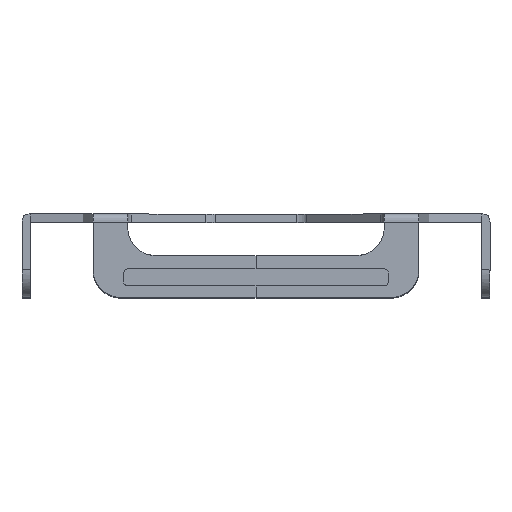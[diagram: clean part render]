
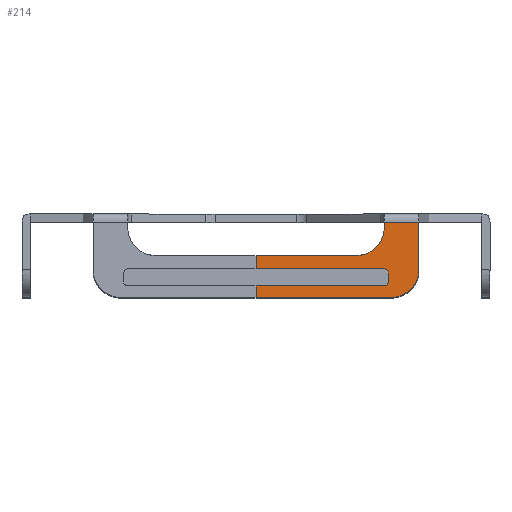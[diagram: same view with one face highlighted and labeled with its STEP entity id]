
A CAD part, top view. The second image highlights one B-rep face of the part: STEP entity #214.
In plain terms, the highlighted free-form (B-spline) face has degree [1, 1] with [2, 2] control points.
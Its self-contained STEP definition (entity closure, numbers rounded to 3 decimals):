
#214=ADVANCED_FACE('',(#400),#3220,.T.);
#400=FACE_OUTER_BOUND('',#596,.T.);
#596=EDGE_LOOP('',(#1583,#1584,#1585,#1586,#1587,#1588,#1589,#1590,#1591,
#1592,#1593,#1594,#1595,#1596));
#1583=ORIENTED_EDGE('',*,*,#2122,.F.);
#1584=ORIENTED_EDGE('',*,*,#2096,.F.);
#1585=ORIENTED_EDGE('',*,*,#2155,.T.);
#1586=ORIENTED_EDGE('',*,*,#2152,.F.);
#1587=ORIENTED_EDGE('',*,*,#2156,.F.);
#1588=ORIENTED_EDGE('',*,*,#2144,.F.);
#1589=ORIENTED_EDGE('',*,*,#2157,.T.);
#1590=ORIENTED_EDGE('',*,*,#2154,.T.);
#1591=ORIENTED_EDGE('',*,*,#2153,.T.);
#1592=ORIENTED_EDGE('',*,*,#2107,.F.);
#1593=ORIENTED_EDGE('',*,*,#2111,.F.);
#1594=ORIENTED_EDGE('',*,*,#2129,.F.);
#1595=ORIENTED_EDGE('',*,*,#2128,.F.);
#1596=ORIENTED_EDGE('',*,*,#2124,.F.);
#2096=EDGE_CURVE('',#2995,#3003,#2280,.T.);
#2107=EDGE_CURVE('',#3004,#2996,#2287,.T.);
#2111=EDGE_CURVE('',#3011,#3004,#2288,.T.);
#2122=EDGE_CURVE('',#3003,#3016,#2289,.T.);
#2124=EDGE_CURVE('',#3016,#3018,#2677,.T.);
#2128=EDGE_CURVE('',#3018,#3020,#2290,.T.);
#2129=EDGE_CURVE('',#3020,#3011,#2681,.T.);
#2144=EDGE_CURVE('',#3028,#3027,#2299,.T.);
#2152=EDGE_CURVE('',#3033,#3034,#2690,.T.);
#2153=EDGE_CURVE('',#3035,#2996,#2691,.T.);
#2154=EDGE_CURVE('',#3036,#3035,#2692,.T.);
#2155=EDGE_CURVE('',#2995,#3034,#2305,.T.);
#2156=EDGE_CURVE('',#3027,#3033,#2306,.T.);
#2157=EDGE_CURVE('',#3028,#3036,#2693,.T.);
#2280=B_SPLINE_CURVE_WITH_KNOTS('',1,(#5890,#5891),.UNSPECIFIED.,.F.,.F.,
(2,2),(16.,20.092),.UNSPECIFIED.);
#2287=B_SPLINE_CURVE_WITH_KNOTS('',1,(#5916,#5917),.UNSPECIFIED.,.F.,.F.,
(2,2),(26.223,31.),.UNSPECIFIED.);
#2288=B_SPLINE_CURVE_WITH_KNOTS('',1,(#5927,#5928),.UNSPECIFIED.,.F.,.F.,
(2,2),(-91.991,-45.996),.UNSPECIFIED.);
#2289=B_SPLINE_CURVE_WITH_KNOTS('',1,(#5957,#5958),.UNSPECIFIED.,.F.,.F.,
(2,2),(53.839,99.834),.UNSPECIFIED.);
#2290=B_SPLINE_CURVE_WITH_KNOTS('',1,(#5972,#5973),.UNSPECIFIED.,.F.,.F.,
(2,2),(102.19,105.322),.UNSPECIFIED.);
#2299=B_SPLINE_CURVE_WITH_KNOTS('',1,(#6016,#6017),.UNSPECIFIED.,.F.,.F.,
(2,2),(0.,12.476),.UNSPECIFIED.);
#2305=B_SPLINE_CURVE_WITH_KNOTS('',1,(#6051,#6052),.UNSPECIFIED.,.F.,.F.,
(2,2),(-177.445,-129.235),.UNSPECIFIED.);
#2306=B_SPLINE_CURVE_WITH_KNOTS('',1,(#6053,#6054),.UNSPECIFIED.,.F.,.F.,
(2,2),(3.,20.),.UNSPECIFIED.);
#2677=(
BOUNDED_CURVE()
B_SPLINE_CURVE(2,(#5961,#5962,#5963),.UNSPECIFIED.,.F.,.F.)
B_SPLINE_CURVE_WITH_KNOTS((3,3),(99.834,102.19),
 .UNSPECIFIED.)
CURVE()
GEOMETRIC_REPRESENTATION_ITEM()
RATIONAL_B_SPLINE_CURVE((1.,0.707,1.))
REPRESENTATION_ITEM('')
);
#2681=(
BOUNDED_CURVE()
B_SPLINE_CURVE(2,(#5974,#5975,#5976),.UNSPECIFIED.,.F.,.F.)
B_SPLINE_CURVE_WITH_KNOTS((3,3),(105.322,107.677),
 .UNSPECIFIED.)
CURVE()
GEOMETRIC_REPRESENTATION_ITEM()
RATIONAL_B_SPLINE_CURVE((1.,0.707,1.))
REPRESENTATION_ITEM('')
);
#2690=(
BOUNDED_CURVE()
B_SPLINE_CURVE(2,(#6042,#6043,#6044),.UNSPECIFIED.,.F.,.F.)
B_SPLINE_CURVE_WITH_KNOTS((3,3),(0.,15.708),.UNSPECIFIED.)
CURVE()
GEOMETRIC_REPRESENTATION_ITEM()
RATIONAL_B_SPLINE_CURVE((1.,0.707,1.))
REPRESENTATION_ITEM('')
);
#2691=(
BOUNDED_CURVE()
B_SPLINE_CURVE(2,(#6045,#6046,#6047),.UNSPECIFIED.,.F.,.F.)
B_SPLINE_CURVE_WITH_KNOTS((3,3),(-87.931,-54.317),
 .UNSPECIFIED.)
CURVE()
GEOMETRIC_REPRESENTATION_ITEM()
RATIONAL_B_SPLINE_CURVE((1.,1.,1.))
REPRESENTATION_ITEM('')
);
#2692=(
BOUNDED_CURVE()
B_SPLINE_CURVE(2,(#6048,#6049,#6050),.UNSPECIFIED.,.F.,.F.)
B_SPLINE_CURVE_WITH_KNOTS((3,3),(-103.638,-87.931),
 .UNSPECIFIED.)
CURVE()
GEOMETRIC_REPRESENTATION_ITEM()
RATIONAL_B_SPLINE_CURVE((1.,0.707,1.))
REPRESENTATION_ITEM('')
);
#2693=(
BOUNDED_CURVE()
B_SPLINE_CURVE(2,(#6055,#6056,#6057),.UNSPECIFIED.,.F.,.F.)
B_SPLINE_CURVE_WITH_KNOTS((3,3),(-105.638,-103.638),
 .UNSPECIFIED.)
CURVE()
GEOMETRIC_REPRESENTATION_ITEM()
RATIONAL_B_SPLINE_CURVE((1.,1.,1.))
REPRESENTATION_ITEM('')
);
#2995=VERTEX_POINT('',#5842);
#2996=VERTEX_POINT('',#5843);
#3003=VERTEX_POINT('',#5850);
#3004=VERTEX_POINT('',#5851);
#3011=VERTEX_POINT('',#5858);
#3016=VERTEX_POINT('',#5863);
#3018=VERTEX_POINT('',#5865);
#3020=VERTEX_POINT('',#5867);
#3027=VERTEX_POINT('',#5874);
#3028=VERTEX_POINT('',#5875);
#3033=VERTEX_POINT('',#5880);
#3034=VERTEX_POINT('',#5881);
#3035=VERTEX_POINT('',#5882);
#3036=VERTEX_POINT('',#5883);
#3220=B_SPLINE_SURFACE_WITH_KNOTS('',1,1,((#5802,#5803),(#5804,#5805)),
 .UNSPECIFIED.,.F.,.F.,.F.,(2,2),(2,2),(0.,30.),(-235.593,
-119.296),.UNSPECIFIED.);
#5802=CARTESIAN_POINT('',(-58.509,253.,84.));
#5803=CARTESIAN_POINT('',(58.509,253.,84.));
#5804=CARTESIAN_POINT('',(-58.509,223.,84.));
#5805=CARTESIAN_POINT('',(58.509,223.,84.));
#5842=CARTESIAN_POINT('',(0.,223.,84.));
#5843=CARTESIAN_POINT('',(0.,238.,84.));
#5850=CARTESIAN_POINT('',(0.,227.092,84.));
#5851=CARTESIAN_POINT('',(0.,233.223,84.));
#5858=CARTESIAN_POINT('',(45.996,233.223,84.));
#5863=CARTESIAN_POINT('',(45.996,227.092,84.));
#5865=CARTESIAN_POINT('',(47.495,228.592,84.));
#5867=CARTESIAN_POINT('',(47.495,231.724,84.));
#5874=CARTESIAN_POINT('',(58.509,250.,84.));
#5875=CARTESIAN_POINT('',(46.033,250.,84.));
#5880=CARTESIAN_POINT('',(58.509,233.,84.));
#5881=CARTESIAN_POINT('',(48.509,223.,84.));
#5882=CARTESIAN_POINT('',(36.033,238.,84.));
#5883=CARTESIAN_POINT('',(46.033,248.,84.));
#5890=CARTESIAN_POINT('',(0.,223.,84.));
#5891=CARTESIAN_POINT('',(0.,227.092,84.));
#5916=CARTESIAN_POINT('',(0.,233.223,84.));
#5917=CARTESIAN_POINT('',(0.,238.,84.));
#5927=CARTESIAN_POINT('',(45.996,233.223,84.));
#5928=CARTESIAN_POINT('',(0.,233.223,84.));
#5957=CARTESIAN_POINT('',(0.,227.092,84.));
#5958=CARTESIAN_POINT('',(45.996,227.092,84.));
#5961=CARTESIAN_POINT('',(45.996,227.092,84.));
#5962=CARTESIAN_POINT('',(47.495,227.092,84.));
#5963=CARTESIAN_POINT('',(47.495,228.592,84.));
#5972=CARTESIAN_POINT('',(47.495,228.592,84.));
#5973=CARTESIAN_POINT('',(47.495,231.724,84.));
#5974=CARTESIAN_POINT('',(47.495,231.724,84.));
#5975=CARTESIAN_POINT('',(47.495,233.223,84.));
#5976=CARTESIAN_POINT('',(45.996,233.223,84.));
#6016=CARTESIAN_POINT('',(46.033,250.,84.));
#6017=CARTESIAN_POINT('',(58.509,250.,84.));
#6042=CARTESIAN_POINT('',(58.509,233.,84.));
#6043=CARTESIAN_POINT('',(58.509,223.,84.));
#6044=CARTESIAN_POINT('',(48.509,223.,84.));
#6045=CARTESIAN_POINT('',(36.033,238.,84.));
#6046=CARTESIAN_POINT('',(18.015,238.,84.));
#6047=CARTESIAN_POINT('',(0.,238.,84.));
#6048=CARTESIAN_POINT('',(46.033,248.,84.));
#6049=CARTESIAN_POINT('',(46.033,238.,84.));
#6050=CARTESIAN_POINT('',(36.033,238.,84.));
#6051=CARTESIAN_POINT('',(0.,223.,84.));
#6052=CARTESIAN_POINT('',(48.509,223.,84.));
#6053=CARTESIAN_POINT('',(58.509,250.,84.));
#6054=CARTESIAN_POINT('',(58.509,233.,84.));
#6055=CARTESIAN_POINT('',(46.033,250.,84.));
#6056=CARTESIAN_POINT('',(46.033,249.,84.));
#6057=CARTESIAN_POINT('',(46.033,248.,84.));
